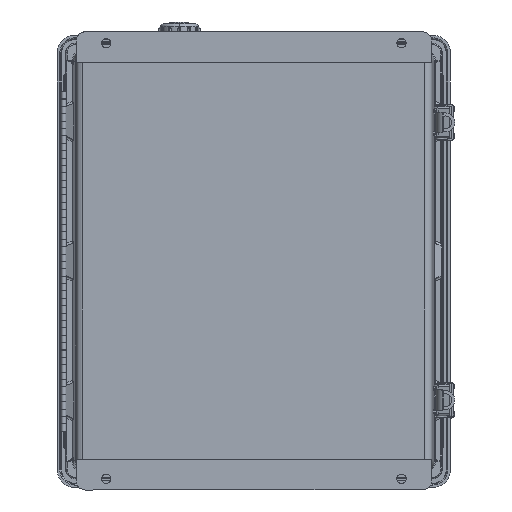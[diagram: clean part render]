
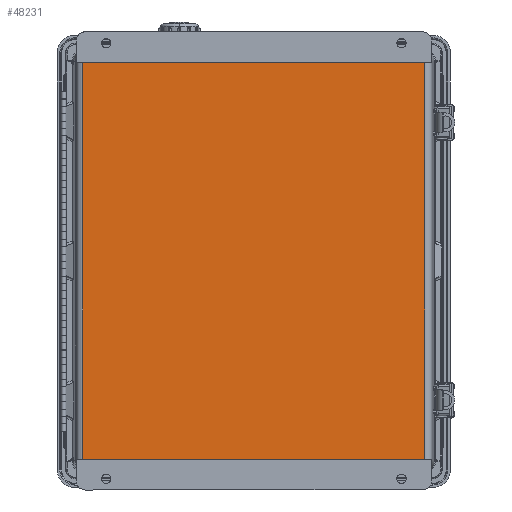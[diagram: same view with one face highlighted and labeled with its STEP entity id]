
A CAD part, front view. The second image highlights one B-rep face of the part: STEP entity #48231.
In plain terms, the highlighted planar face has unit normal (0, -1, 0).
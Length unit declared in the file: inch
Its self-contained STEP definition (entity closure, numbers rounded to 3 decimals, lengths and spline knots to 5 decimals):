
#1128 = DIRECTION ( 'NONE',  ( 0., 0., 1. ) ) ;
#1640 = CARTESIAN_POINT ( 'NONE',  ( 5.78771, 0.05906, -14.4685 ) ) ;
#4523 = VECTOR ( 'NONE', #1128, 39.37008 ) ;
#7220 = VECTOR ( 'NONE', #43731, 39.37008 ) ;
#8512 = VECTOR ( 'NONE', #9477, 39.37008 ) ;
#9477 = DIRECTION ( 'NONE',  ( -1., 0., 0. ) ) ;
#11595 = CARTESIAN_POINT ( 'NONE',  ( 6.11811, 0.05906, -1.04331 ) ) ;
#18311 = VERTEX_POINT ( 'NONE', #79190 ) ;
#18325 = CARTESIAN_POINT ( 'NONE',  ( 5.78771, 0.05906, -1.04331 ) ) ;
#24318 = ORIENTED_EDGE ( 'NONE', *, *, #80489, .F. ) ;
#30524 = AXIS2_PLACEMENT_3D ( 'NONE', #37023, #94461, #102193 ) ;
#33218 = FACE_OUTER_BOUND ( 'NONE', #90873, .T. ) ;
#35354 = LINE ( 'NONE', #11595, #96474 ) ;
#37023 = CARTESIAN_POINT ( 'NONE',  ( 6.11811, 0.05906, -1.04331 ) ) ;
#43681 = PLANE ( 'NONE',  #30524 ) ;
#43731 = DIRECTION ( 'NONE',  ( 0., 0., 1. ) ) ;
#48231 = ADVANCED_FACE ( 'NONE', ( #33218 ), #43681, .F. ) ;
#50825 = CARTESIAN_POINT ( 'NONE',  ( -5.78771, 0.05906, -1.04331 ) ) ;
#60810 = EDGE_CURVE ( 'NONE', #96199, #18311, #108876, .T. ) ;
#61077 = VERTEX_POINT ( 'NONE', #91623 ) ;
#68031 = CARTESIAN_POINT ( 'NONE',  ( 6.11811, 0.05906, -14.4685 ) ) ;
#68239 = CARTESIAN_POINT ( 'NONE',  ( 5.78771, 0.05906, -1.04331 ) ) ;
#69053 = DIRECTION ( 'NONE',  ( -1., 0., 0. ) ) ;
#71928 = ORIENTED_EDGE ( 'NONE', *, *, #60810, .F. ) ;
#73704 = ORIENTED_EDGE ( 'NONE', *, *, #94075, .T. ) ;
#77261 = ORIENTED_EDGE ( 'NONE', *, *, #103602, .T. ) ;
#79190 = CARTESIAN_POINT ( 'NONE',  ( -5.78771, 0.05906, -14.4685 ) ) ;
#80489 = EDGE_CURVE ( 'NONE', #18311, #61077, #93827, .T. ) ;
#90873 = EDGE_LOOP ( 'NONE', ( #24318, #71928, #77261, #73704 ) ) ;
#91623 = CARTESIAN_POINT ( 'NONE',  ( -5.78771, 0.05906, -1.04331 ) ) ;
#93827 = LINE ( 'NONE', #50825, #4523 ) ;
#93972 = LINE ( 'NONE', #18325, #7220 ) ;
#94075 = EDGE_CURVE ( 'NONE', #108631, #61077, #35354, .T. ) ;
#94461 = DIRECTION ( 'NONE',  ( 0., 1., 0. ) ) ;
#96199 = VERTEX_POINT ( 'NONE', #1640 ) ;
#96474 = VECTOR ( 'NONE', #69053, 39.37008 ) ;
#102193 = DIRECTION ( 'NONE',  ( 0., 0., 1. ) ) ;
#103602 = EDGE_CURVE ( 'NONE', #96199, #108631, #93972, .T. ) ;
#108631 = VERTEX_POINT ( 'NONE', #68239 ) ;
#108876 = LINE ( 'NONE', #68031, #8512 ) ;
